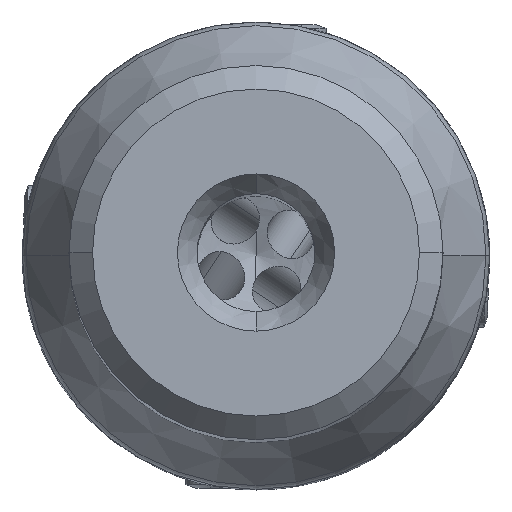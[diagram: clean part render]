
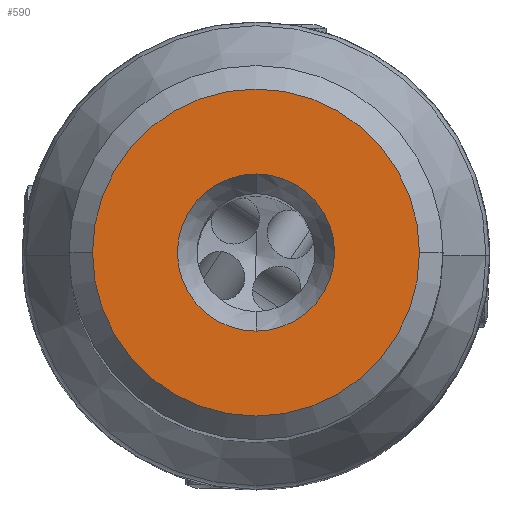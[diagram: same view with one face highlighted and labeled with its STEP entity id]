
A CAD part, top view. The second image highlights one B-rep face of the part: STEP entity #590.
In plain terms, the highlighted planar face has unit normal (0, 0, 1).
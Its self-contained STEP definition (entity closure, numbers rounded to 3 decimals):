
#193=FACE_BOUND('',#1610,.T.);
#194=FACE_BOUND('',#1611,.T.);
#328=PLANE('',#8076);
#590=ADVANCED_FACE('',(#193,#194),#328,.T.);
#1610=EDGE_LOOP('',(#4416,#4417,#4418));
#1611=EDGE_LOOP('',(#4419,#4420));
#2848=CIRCLE('',#8070,8.325);
#2849=CIRCLE('',#8072,8.325);
#2850=CIRCLE('',#8073,8.325);
#2851=CIRCLE('',#8074,4.);
#2852=CIRCLE('',#8075,4.);
#4416=ORIENTED_EDGE('',*,*,#6750,.F.);
#4417=ORIENTED_EDGE('',*,*,#6751,.F.);
#4418=ORIENTED_EDGE('',*,*,#6752,.F.);
#4419=ORIENTED_EDGE('',*,*,#6753,.F.);
#4420=ORIENTED_EDGE('',*,*,#6754,.F.);
#5779=VERTEX_POINT('',#16753);
#5780=VERTEX_POINT('',#16755);
#5781=VERTEX_POINT('',#16759);
#5782=VERTEX_POINT('',#16762);
#5783=VERTEX_POINT('',#16763);
#6750=EDGE_CURVE('',#5780,#5779,#2848,.T.);
#6751=EDGE_CURVE('',#5781,#5780,#2849,.T.);
#6752=EDGE_CURVE('',#5779,#5781,#2850,.T.);
#6753=EDGE_CURVE('',#5782,#5783,#2851,.T.);
#6754=EDGE_CURVE('',#5783,#5782,#2852,.T.);
#8070=AXIS2_PLACEMENT_3D('',#16756,#9635,#9636);
#8072=AXIS2_PLACEMENT_3D('',#16758,#9639,#9640);
#8073=AXIS2_PLACEMENT_3D('',#16760,#9641,#9642);
#8074=AXIS2_PLACEMENT_3D('',#16761,#9643,#9644);
#8075=AXIS2_PLACEMENT_3D('',#16764,#9645,#9646);
#8076=AXIS2_PLACEMENT_3D('',#16765,#9647,#9648);
#9635=DIRECTION('',(0.,0.,-1.));
#9636=DIRECTION('',(-1.,0.,0.));
#9639=DIRECTION('',(0.,0.,-1.));
#9640=DIRECTION('',(0.,-1.,0.));
#9641=DIRECTION('',(0.,0.,-1.));
#9642=DIRECTION('',(1.,0.,0.));
#9643=DIRECTION('',(0.,0.,1.));
#9644=DIRECTION('',(0.,1.,0.));
#9645=DIRECTION('',(0.,0.,1.));
#9646=DIRECTION('',(0.,-1.,0.));
#9647=DIRECTION('',(0.,0.,1.));
#9648=DIRECTION('',(-1.,0.,0.));
#16753=CARTESIAN_POINT('',(8.325,0.,0.));
#16755=CARTESIAN_POINT('',(-8.325,0.,0.));
#16756=CARTESIAN_POINT('',(0.,0.,0.));
#16758=CARTESIAN_POINT('',(0.,0.,0.));
#16759=CARTESIAN_POINT('',(0.,-8.325,0.));
#16760=CARTESIAN_POINT('',(0.,0.,0.));
#16761=CARTESIAN_POINT('',(0.,0.,0.));
#16762=CARTESIAN_POINT('',(0.,4.,0.));
#16763=CARTESIAN_POINT('',(0.,-4.,0.));
#16764=CARTESIAN_POINT('',(0.,0.,0.));
#16765=CARTESIAN_POINT('',(0.,0.001,0.));
